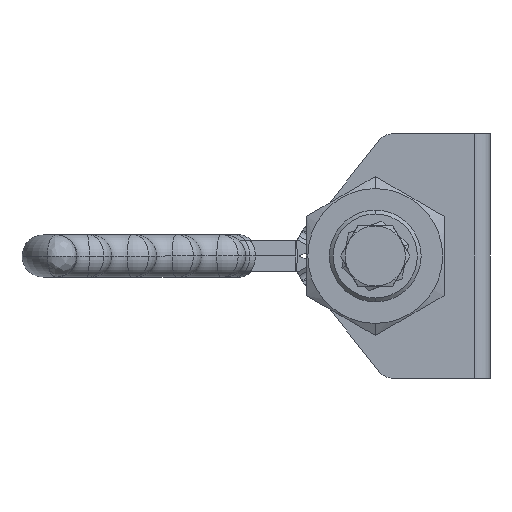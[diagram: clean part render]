
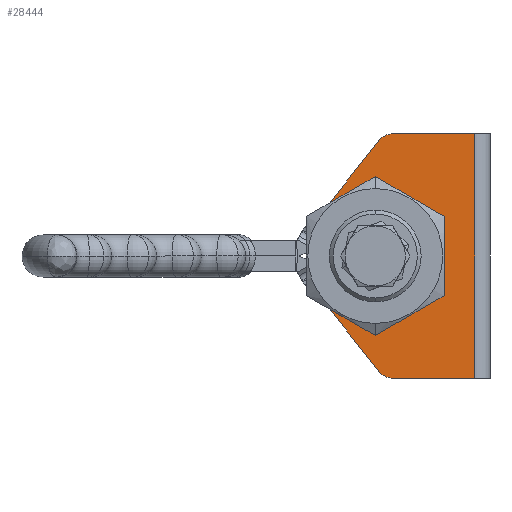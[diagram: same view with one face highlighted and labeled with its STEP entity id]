
A CAD part, left-side view. The second image highlights one B-rep face of the part: STEP entity #28444.
In plain terms, the highlighted planar face has unit normal (-1, 0, 0).
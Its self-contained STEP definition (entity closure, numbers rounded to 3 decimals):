
#36 = EDGE_CURVE ( 'NONE', #2177, #2178, #10605, .T. ) ;
#56 = EDGE_CURVE ( 'NONE', #2178, #2177, #10622, .T. ) ;
#58 = EDGE_CURVE ( 'NONE', #2183, #2187, #10621, .T. ) ;
#60 = EDGE_CURVE ( 'NONE', #2183, #2189, #10620, .T. ) ;
#62 = EDGE_CURVE ( 'NONE', #2189, #2190, #10626, .T. ) ;
#64 = EDGE_CURVE ( 'NONE', #2184, #2190, #10624, .T. ) ;
#66 = EDGE_CURVE ( 'NONE', #2167, #2184, #10629, .T. ) ;
#68 = EDGE_CURVE ( 'NONE', #2167, #2193, #10632, .T. ) ;
#70 = EDGE_CURVE ( 'NONE', #2188, #2193, #10635, .T. ) ;
#72 = EDGE_CURVE ( 'NONE', #2187, #2188, #10637, .T. ) ;
#2167 = VERTEX_POINT ( 'NONE', #4244 ) ;
#2177 = VERTEX_POINT ( 'NONE', #4254 ) ;
#2178 = VERTEX_POINT ( 'NONE', #4255 ) ;
#2183 = VERTEX_POINT ( 'NONE', #4260 ) ;
#2184 = VERTEX_POINT ( 'NONE', #4261 ) ;
#2187 = VERTEX_POINT ( 'NONE', #4264 ) ;
#2188 = VERTEX_POINT ( 'NONE', #4265 ) ;
#2189 = VERTEX_POINT ( 'NONE', #4266 ) ;
#2190 = VERTEX_POINT ( 'NONE', #26007 ) ;
#2193 = VERTEX_POINT ( 'NONE', #4269 ) ;
#4244 = CARTESIAN_POINT ( 'NONE',  ( 0., 25.134, 32. ) ) ;
#4254 = CARTESIAN_POINT ( 'NONE',  ( 0., 42., 0. ) ) ;
#4255 = CARTESIAN_POINT ( 'NONE',  ( 0., 18., 0. ) ) ;
#4260 = CARTESIAN_POINT ( 'NONE',  ( 0., 29.047, -30.113 ) ) ;
#4261 = CARTESIAN_POINT ( 'NONE',  ( 0., 4., 32. ) ) ;
#4264 = CARTESIAN_POINT ( 'NONE',  ( 0., 44.087, -11.205 ) ) ;
#4265 = CARTESIAN_POINT ( 'NONE',  ( 0., 44.087, 11.205 ) ) ;
#4266 = CARTESIAN_POINT ( 'NONE',  ( 0., 25.134, -32. ) ) ;
#4269 = CARTESIAN_POINT ( 'NONE',  ( 0., 29.047, 30.113 ) ) ;
#10605 = CIRCLE ( 'NONE', #26048, 12. ) ;
#10620 = CIRCLE ( 'NONE', #26054, 5. ) ;
#10621 = LINE ( 'NONE', #20960, #10623 ) ;
#10622 = CIRCLE ( 'NONE', #26053, 12. ) ;
#10623 = VECTOR ( 'NONE', #21000, 1000. ) ;
#10624 = LINE ( 'NONE', #21046, #10628 ) ;
#10625 = VECTOR ( 'NONE', #21044, 1000. ) ;
#10626 = LINE ( 'NONE', #21026, #10625 ) ;
#10628 = VECTOR ( 'NONE', #21058, 1000. ) ;
#10629 = LINE ( 'NONE', #21060, #10630 ) ;
#10630 = VECTOR ( 'NONE', #21069, 1000. ) ;
#10632 = CIRCLE ( 'NONE', #26055, 5. ) ;
#10635 = LINE ( 'NONE', #21076, #10638 ) ;
#10637 = CIRCLE ( 'NONE', #26056, 18. ) ;
#10638 = VECTOR ( 'NONE', #21078, 1000. ) ;
#18518 = FACE_BOUND ( 'NONE', #29605, .T. ) ;
#18531 = FACE_OUTER_BOUND ( 'NONE', #29607, .T. ) ;
#19578 = ORIENTED_EDGE ( 'NONE', *, *, #56, .F. ) ;
#19579 = ORIENTED_EDGE ( 'NONE', *, *, #36, .F. ) ;
#19580 = ORIENTED_EDGE ( 'NONE', *, *, #58, .F. ) ;
#19581 = ORIENTED_EDGE ( 'NONE', *, *, #60, .T. ) ;
#19582 = ORIENTED_EDGE ( 'NONE', *, *, #62, .T. ) ;
#19583 = ORIENTED_EDGE ( 'NONE', *, *, #64, .F. ) ;
#19584 = ORIENTED_EDGE ( 'NONE', *, *, #66, .F. ) ;
#19585 = ORIENTED_EDGE ( 'NONE', *, *, #68, .T. ) ;
#19586 = ORIENTED_EDGE ( 'NONE', *, *, #70, .F. ) ;
#19587 = ORIENTED_EDGE ( 'NONE', *, *, #72, .F. ) ;
#20813 = CARTESIAN_POINT ( 'NONE',  ( 0., 30., 0. ) ) ;
#20814 = DIRECTION ( 'NONE',  ( -1., 0., 0. ) ) ;
#20815 = DIRECTION ( 'NONE',  ( 0., -1., 0. ) ) ;
#20960 = CARTESIAN_POINT ( 'NONE',  ( 0., 32.461, -25.821 ) ) ;
#20980 = CARTESIAN_POINT ( 'NONE',  ( 0., 30., 0. ) ) ;
#20981 = DIRECTION ( 'NONE',  ( -1., 0., 0. ) ) ;
#20982 = DIRECTION ( 'NONE',  ( 0., -1., 0. ) ) ;
#21000 = DIRECTION ( 'NONE',  ( 0., 0.623, 0.783 ) ) ;
#21023 = CARTESIAN_POINT ( 'NONE',  ( 0., 25.134, -27. ) ) ;
#21024 = DIRECTION ( 'NONE',  ( -1., 0., 0. ) ) ;
#21025 = DIRECTION ( 'NONE',  ( 0., 1., 0. ) ) ;
#21026 = CARTESIAN_POINT ( 'NONE',  ( 0., 48., -32. ) ) ;
#21044 = DIRECTION ( 'NONE',  ( 0., -1., 0. ) ) ;
#21046 = CARTESIAN_POINT ( 'NONE',  ( 0., 4., 32. ) ) ;
#21058 = DIRECTION ( 'NONE',  ( 0., 0., -1. ) ) ;
#21060 = CARTESIAN_POINT ( 'NONE',  ( 0., 48., 32. ) ) ;
#21069 = DIRECTION ( 'NONE',  ( 0., -1., 0. ) ) ;
#21073 = CARTESIAN_POINT ( 'NONE',  ( 0., 25.134, 27. ) ) ;
#21074 = DIRECTION ( 'NONE',  ( -1., 0., 0. ) ) ;
#21075 = DIRECTION ( 'NONE',  ( 0., 1., 0. ) ) ;
#21076 = CARTESIAN_POINT ( 'NONE',  ( 0., 32.461, 25.821 ) ) ;
#21078 = DIRECTION ( 'NONE',  ( 0., -0.623, 0.783 ) ) ;
#21098 = CARTESIAN_POINT ( 'NONE',  ( 0., 30., 0. ) ) ;
#21099 = DIRECTION ( 'NONE',  ( 1., 0., 0. ) ) ;
#24747 = CARTESIAN_POINT ( 'NONE',  ( 0., 48., 32. ) ) ;
#24750 = PLANE ( 'NONE',  #26617 ) ;
#24752 = DIRECTION ( 'NONE',  ( 1., 0., 0. ) ) ;
#24753 = DIRECTION ( 'NONE',  ( 0., 1., 0. ) ) ;
#25758 = DIRECTION ( 'NONE',  ( 0., -1., 0. ) ) ;
#26007 = CARTESIAN_POINT ( 'NONE',  ( 0., 4., -32. ) ) ;
#26048 = AXIS2_PLACEMENT_3D ( 'NONE', #20813, #20814, #20815 ) ;
#26053 = AXIS2_PLACEMENT_3D ( 'NONE', #20980, #20981, #20982 ) ;
#26054 = AXIS2_PLACEMENT_3D ( 'NONE', #21023, #21024, #21025 ) ;
#26055 = AXIS2_PLACEMENT_3D ( 'NONE', #21073, #21074, #21075 ) ;
#26056 = AXIS2_PLACEMENT_3D ( 'NONE', #21098, #21099, #25758 ) ;
#26617 = AXIS2_PLACEMENT_3D ( 'NONE', #24747, #24752, #24753 ) ;
#28444 = ADVANCED_FACE ( 'NONE', ( #18518, #18531 ), #24750, .F. ) ;
#29605 = EDGE_LOOP ( 'NONE', ( #19578, #19579 ) ) ;
#29607 = EDGE_LOOP ( 'NONE', ( #19580, #19581, #19582, #19583, #19584, #19585, #19586, #19587 ) ) ;
